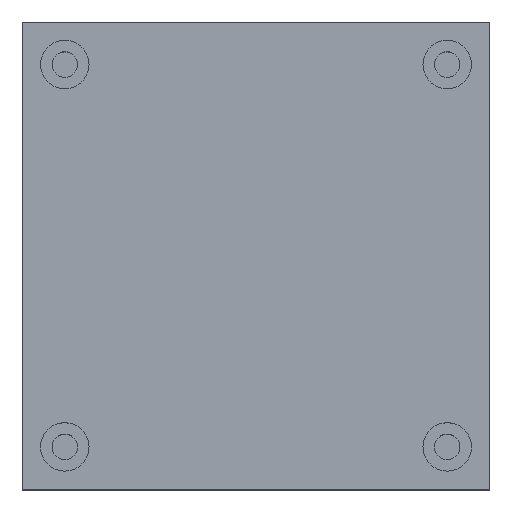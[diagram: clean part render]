
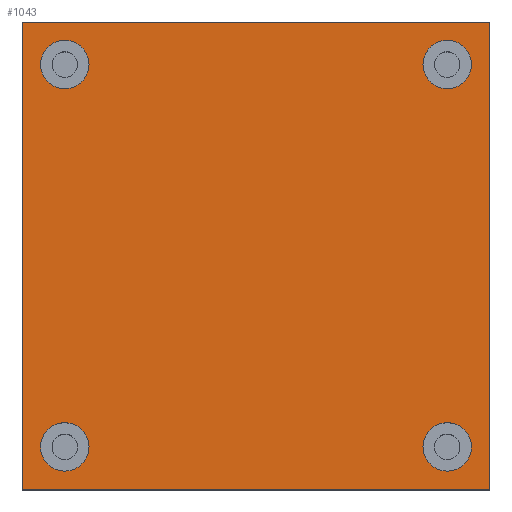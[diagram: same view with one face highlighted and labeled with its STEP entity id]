
A CAD part, top view. The second image highlights one B-rep face of the part: STEP entity #1043.
In plain terms, the highlighted planar face has unit normal (0, 0, 1).
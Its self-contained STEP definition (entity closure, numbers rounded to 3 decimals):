
#32=FACE_BOUND('',#213,.T.);
#33=FACE_BOUND('',#214,.T.);
#34=FACE_BOUND('',#215,.T.);
#35=FACE_BOUND('',#216,.T.);
#79=PLANE('',#1153);
#138=FACE_OUTER_BOUND('',#212,.T.);
#212=EDGE_LOOP('',(#952,#953,#954,#955));
#213=EDGE_LOOP('',(#956));
#214=EDGE_LOOP('',(#957));
#215=EDGE_LOOP('',(#958));
#216=EDGE_LOOP('',(#959));
#314=LINE('',#1720,#416);
#317=LINE('',#1726,#419);
#320=LINE('',#1732,#422);
#323=LINE('',#1736,#425);
#416=VECTOR('',#1429,10.);
#419=VECTOR('',#1434,10.);
#422=VECTOR('',#1439,10.);
#425=VECTOR('',#1444,10.);
#448=CIRCLE('',#1125,2.85);
#452=CIRCLE('',#1132,2.85);
#456=CIRCLE('',#1139,2.85);
#460=CIRCLE('',#1146,2.85);
#532=VERTEX_POINT('',#1667);
#536=VERTEX_POINT('',#1680);
#540=VERTEX_POINT('',#1693);
#544=VERTEX_POINT('',#1706);
#548=VERTEX_POINT('',#1717);
#549=VERTEX_POINT('',#1719);
#551=VERTEX_POINT('',#1725);
#553=VERTEX_POINT('',#1731);
#658=EDGE_CURVE('',#532,#532,#448,.T.);
#664=EDGE_CURVE('',#536,#536,#452,.T.);
#670=EDGE_CURVE('',#540,#540,#456,.T.);
#676=EDGE_CURVE('',#544,#544,#460,.T.);
#682=EDGE_CURVE('',#549,#548,#314,.T.);
#685=EDGE_CURVE('',#551,#549,#317,.T.);
#688=EDGE_CURVE('',#553,#551,#320,.T.);
#691=EDGE_CURVE('',#548,#553,#323,.T.);
#952=ORIENTED_EDGE('',*,*,#691,.T.);
#953=ORIENTED_EDGE('',*,*,#688,.T.);
#954=ORIENTED_EDGE('',*,*,#685,.T.);
#955=ORIENTED_EDGE('',*,*,#682,.T.);
#956=ORIENTED_EDGE('',*,*,#658,.T.);
#957=ORIENTED_EDGE('',*,*,#664,.T.);
#958=ORIENTED_EDGE('',*,*,#670,.T.);
#959=ORIENTED_EDGE('',*,*,#676,.T.);
#1043=ADVANCED_FACE('',(#138,#32,#33,#34,#35),#79,.T.);
#1125=AXIS2_PLACEMENT_3D('',#1668,#1369,#1370);
#1132=AXIS2_PLACEMENT_3D('',#1681,#1385,#1386);
#1139=AXIS2_PLACEMENT_3D('',#1694,#1401,#1402);
#1146=AXIS2_PLACEMENT_3D('',#1707,#1417,#1418);
#1153=AXIS2_PLACEMENT_3D('',#1737,#1445,#1446);
#1369=DIRECTION('center_axis',(0.,0.,-1.));
#1370=DIRECTION('ref_axis',(1.,0.,0.));
#1385=DIRECTION('center_axis',(0.,0.,-1.));
#1386=DIRECTION('ref_axis',(1.,0.,0.));
#1401=DIRECTION('center_axis',(0.,0.,-1.));
#1402=DIRECTION('ref_axis',(1.,0.,0.));
#1417=DIRECTION('center_axis',(0.,0.,-1.));
#1418=DIRECTION('ref_axis',(1.,0.,0.));
#1429=DIRECTION('',(-1.,0.,0.));
#1434=DIRECTION('',(0.,1.,0.));
#1439=DIRECTION('',(1.,0.,0.));
#1444=DIRECTION('',(0.,-1.,0.));
#1445=DIRECTION('center_axis',(0.,0.,1.));
#1446=DIRECTION('ref_axis',(1.,0.,0.));
#1667=CARTESIAN_POINT('',(47.15,5.,40.));
#1668=CARTESIAN_POINT('Origin',(50.,5.,40.));
#1680=CARTESIAN_POINT('',(2.15,50.,40.));
#1681=CARTESIAN_POINT('Origin',(5.,50.,40.));
#1693=CARTESIAN_POINT('',(47.15,50.,40.));
#1694=CARTESIAN_POINT('Origin',(50.,50.,40.));
#1706=CARTESIAN_POINT('',(2.15,5.,40.));
#1707=CARTESIAN_POINT('Origin',(5.,5.,40.));
#1717=CARTESIAN_POINT('',(0.,55.,40.));
#1719=CARTESIAN_POINT('',(55.,55.,40.));
#1720=CARTESIAN_POINT('',(41.25,55.,40.));
#1725=CARTESIAN_POINT('',(55.,0.,40.));
#1726=CARTESIAN_POINT('',(55.,13.75,40.));
#1731=CARTESIAN_POINT('',(0.,0.,40.));
#1732=CARTESIAN_POINT('',(13.75,0.,40.));
#1736=CARTESIAN_POINT('',(0.,41.25,40.));
#1737=CARTESIAN_POINT('Origin',(27.5,27.5,40.));
